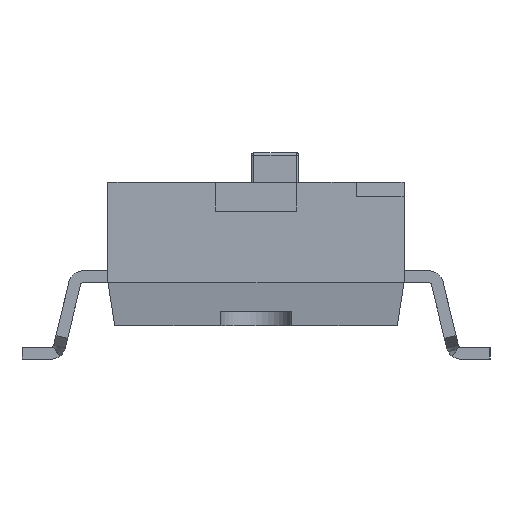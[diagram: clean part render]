
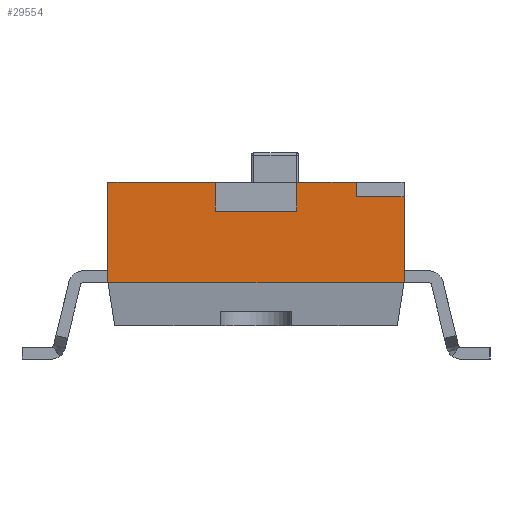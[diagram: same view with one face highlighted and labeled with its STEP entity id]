
A CAD part, left-side view. The second image highlights one B-rep face of the part: STEP entity #29554.
In plain terms, the highlighted planar face has unit normal (-1, 0, 0).
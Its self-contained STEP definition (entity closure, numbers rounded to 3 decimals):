
#1130=PLANE('',#32047);
#3654=LINE('',#48362,#6805);
#3775=LINE('',#49624,#6926);
#3796=LINE('',#49761,#6947);
#3813=LINE('',#49796,#6964);
#3823=LINE('',#49877,#6974);
#3839=LINE('',#49909,#6990);
#3848=LINE('',#49926,#6999);
#3849=LINE('',#49927,#7000);
#3851=LINE('',#49930,#7002);
#3852=LINE('',#49931,#7003);
#6805=VECTOR('',#38741,10.);
#6926=VECTOR('',#38954,10.);
#6947=VECTOR('',#38999,10.);
#6964=VECTOR('',#39040,10.);
#6974=VECTOR('',#39062,10.);
#6990=VECTOR('',#39098,10.);
#6999=VECTOR('',#39121,10.);
#7000=VECTOR('',#39122,10.);
#7002=VECTOR('',#39126,10.);
#7003=VECTOR('',#39127,10.);
#9458=FACE_OUTER_BOUND('',#11156,.T.);
#11156=EDGE_LOOP('',(#26350,#26351,#26352,#26353,#26354,#26355,#26356,#26357,
#26358,#26359));
#14306=VERTEX_POINT('',#46710);
#14329=VERTEX_POINT('',#46760);
#14531=VERTEX_POINT('',#48356);
#14533=VERTEX_POINT('',#48360);
#14627=VERTEX_POINT('',#49622);
#14643=VERTEX_POINT('',#49795);
#14647=VERTEX_POINT('',#49875);
#14648=VERTEX_POINT('',#49876);
#14654=VERTEX_POINT('',#49907);
#14655=VERTEX_POINT('',#49924);
#18437=EDGE_CURVE('',#14533,#14531,#3654,.T.);
#18583=EDGE_CURVE('',#14627,#14533,#3775,.T.);
#18607=EDGE_CURVE('',#14306,#14329,#3796,.T.);
#18625=EDGE_CURVE('',#14531,#14643,#3813,.T.);
#18636=EDGE_CURVE('',#14647,#14648,#3823,.T.);
#18652=EDGE_CURVE('',#14654,#14647,#3839,.T.);
#18661=EDGE_CURVE('',#14655,#14627,#3848,.T.);
#18662=EDGE_CURVE('',#14654,#14643,#3849,.T.);
#18664=EDGE_CURVE('',#14655,#14306,#3851,.T.);
#18665=EDGE_CURVE('',#14329,#14648,#3852,.T.);
#26350=ORIENTED_EDGE('',*,*,#18662,.T.);
#26351=ORIENTED_EDGE('',*,*,#18625,.F.);
#26352=ORIENTED_EDGE('',*,*,#18437,.F.);
#26353=ORIENTED_EDGE('',*,*,#18583,.F.);
#26354=ORIENTED_EDGE('',*,*,#18661,.F.);
#26355=ORIENTED_EDGE('',*,*,#18664,.T.);
#26356=ORIENTED_EDGE('',*,*,#18607,.T.);
#26357=ORIENTED_EDGE('',*,*,#18665,.T.);
#26358=ORIENTED_EDGE('',*,*,#18636,.F.);
#26359=ORIENTED_EDGE('',*,*,#18652,.F.);
#29554=ADVANCED_FACE('',(#9458),#1130,.T.);
#32047=AXIS2_PLACEMENT_3D('',#49929,#39124,#39125);
#38741=DIRECTION('',(0.,-1.,0.));
#38954=DIRECTION('',(0.,0.,-1.));
#38999=DIRECTION('',(0.,-1.,0.));
#39040=DIRECTION('',(0.,0.,1.));
#39062=DIRECTION('',(0.,-1.,0.));
#39098=DIRECTION('',(0.,0.,-1.));
#39121=DIRECTION('',(0.,-1.,0.));
#39122=DIRECTION('',(0.,1.,0.));
#39124=DIRECTION('center_axis',(-1.,0.,0.));
#39125=DIRECTION('ref_axis',(0.,1.,0.));
#39126=DIRECTION('',(0.,0.,-1.));
#39127=DIRECTION('',(0.,0.,1.));
#46710=CARTESIAN_POINT('',(-11.9,3.1,1.635));
#46760=CARTESIAN_POINT('',(-11.9,-3.1,1.635));
#48356=CARTESIAN_POINT('',(-11.9,-0.85,3.135));
#48360=CARTESIAN_POINT('',(-11.9,0.85,3.135));
#48362=CARTESIAN_POINT('',(-11.9,3.1,3.135));
#49622=CARTESIAN_POINT('',(-11.9,0.85,3.735));
#49624=CARTESIAN_POINT('',(-11.9,0.85,3.735));
#49761=CARTESIAN_POINT('',(-11.9,3.1,1.635));
#49795=CARTESIAN_POINT('',(-11.9,-0.85,3.735));
#49796=CARTESIAN_POINT('',(-11.9,-0.85,3.135));
#49875=CARTESIAN_POINT('',(-11.9,-2.1,3.435));
#49876=CARTESIAN_POINT('',(-11.9,-3.1,3.435));
#49877=CARTESIAN_POINT('',(-11.9,-2.1,3.435));
#49907=CARTESIAN_POINT('',(-11.9,-2.1,3.735));
#49909=CARTESIAN_POINT('',(-11.9,-2.1,3.735));
#49924=CARTESIAN_POINT('',(-11.9,3.1,3.735));
#49926=CARTESIAN_POINT('',(-11.9,3.1,3.735));
#49927=CARTESIAN_POINT('',(-11.9,-2.1,3.735));
#49929=CARTESIAN_POINT('Origin',(-11.9,-3.337,4.407));
#49930=CARTESIAN_POINT('',(-11.9,3.1,3.735));
#49931=CARTESIAN_POINT('',(-11.9,-3.1,3.135));
